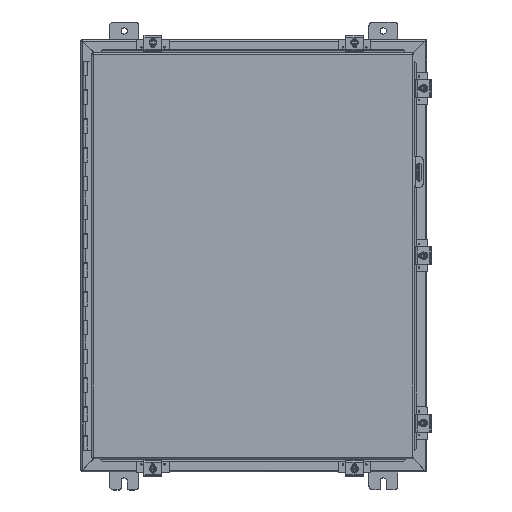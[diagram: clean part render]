
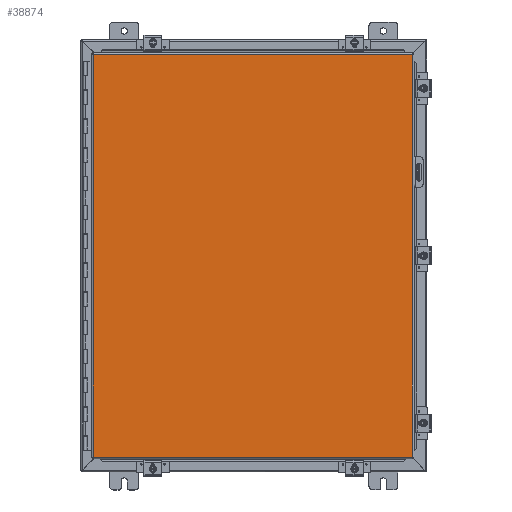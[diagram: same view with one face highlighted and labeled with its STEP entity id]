
A CAD part, top view. The second image highlights one B-rep face of the part: STEP entity #38874.
In plain terms, the highlighted face is planar.
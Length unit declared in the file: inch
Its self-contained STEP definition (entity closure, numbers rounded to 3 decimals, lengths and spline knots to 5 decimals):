
#404 = EDGE_CURVE ( 'NONE', #19750, #14869, #27938, .T. ) ;
#1709 = CARTESIAN_POINT ( 'NONE',  ( -11.08225, 13.9885, 0. ) ) ;
#2265 = LINE ( 'NONE', #24009, #38257 ) ;
#2602 = ORIENTED_EDGE ( 'NONE', *, *, #20403, .T. ) ;
#4609 = CARTESIAN_POINT ( 'NONE',  ( 11.08225, 13.9885, 0. ) ) ;
#5627 = LINE ( 'NONE', #43245, #41749 ) ;
#5634 = FACE_OUTER_BOUND ( 'NONE', #19776, .T. ) ;
#8440 = VERTEX_POINT ( 'NONE', #4609 ) ;
#9460 = ORIENTED_EDGE ( 'NONE', *, *, #28243, .T. ) ;
#9505 = VERTEX_POINT ( 'NONE', #1709 ) ;
#11199 = DIRECTION ( 'NONE',  ( -1., 0., 0. ) ) ;
#11390 = CARTESIAN_POINT ( 'NONE',  ( 11.08225, -13.9885, 0. ) ) ;
#12269 = AXIS2_PLACEMENT_3D ( 'NONE', #28051, #27864, #27747 ) ;
#13362 = ORIENTED_EDGE ( 'NONE', *, *, #404, .T. ) ;
#14776 = EDGE_CURVE ( 'NONE', #8440, #19750, #5627, .T. ) ;
#14869 = VERTEX_POINT ( 'NONE', #36220 ) ;
#19750 = VERTEX_POINT ( 'NONE', #23178 ) ;
#19776 = EDGE_LOOP ( 'NONE', ( #9460, #2602, #25674, #13362 ) ) ;
#20403 = EDGE_CURVE ( 'NONE', #9505, #8440, #2265, .T. ) ;
#23178 = CARTESIAN_POINT ( 'NONE',  ( 11.08225, -13.9885, 0. ) ) ;
#24009 = CARTESIAN_POINT ( 'NONE',  ( -11.08225, 13.9885, 0. ) ) ;
#25406 = DIRECTION ( 'NONE',  ( 1., 0., 0. ) ) ;
#25674 = ORIENTED_EDGE ( 'NONE', *, *, #14776, .T. ) ;
#26171 = LINE ( 'NONE', #26654, #33218 ) ;
#26654 = CARTESIAN_POINT ( 'NONE',  ( -11.08225, -13.9885, 0. ) ) ;
#26869 = VECTOR ( 'NONE', #11199, 39.37008 ) ;
#27448 = DIRECTION ( 'NONE',  ( 0., 1., 0. ) ) ;
#27747 = DIRECTION ( 'NONE',  ( 1., 0., 0. ) ) ;
#27864 = DIRECTION ( 'NONE',  ( 0., 0., 1. ) ) ;
#27938 = LINE ( 'NONE', #11390, #26869 ) ;
#28051 = CARTESIAN_POINT ( 'NONE',  ( 0., 0., 0. ) ) ;
#28243 = EDGE_CURVE ( 'NONE', #14869, #9505, #26171, .T. ) ;
#30328 = PLANE ( 'NONE',  #12269 ) ;
#33218 = VECTOR ( 'NONE', #27448, 39.37008 ) ;
#36220 = CARTESIAN_POINT ( 'NONE',  ( -11.08225, -13.9885, 0. ) ) ;
#38257 = VECTOR ( 'NONE', #25406, 39.37008 ) ;
#38874 = ADVANCED_FACE ( 'NONE', ( #5634 ), #30328, .F. ) ;
#41749 = VECTOR ( 'NONE', #43051, 39.37008 ) ;
#43051 = DIRECTION ( 'NONE',  ( 0., -1., 0. ) ) ;
#43245 = CARTESIAN_POINT ( 'NONE',  ( 11.08225, 13.9885, 0. ) ) ;
